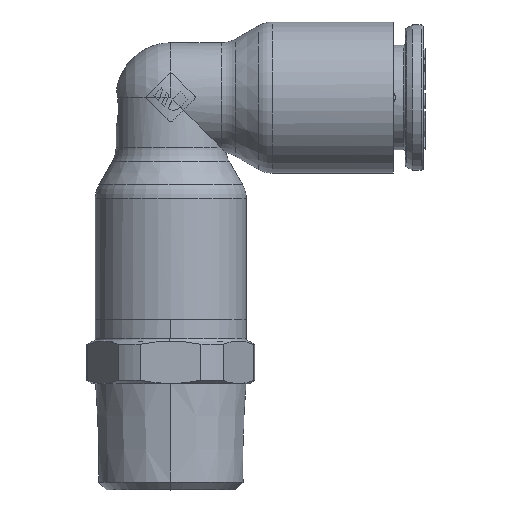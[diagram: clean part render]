
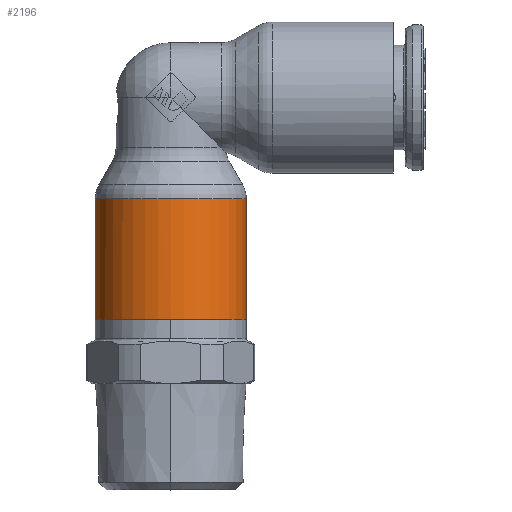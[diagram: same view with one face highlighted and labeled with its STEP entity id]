
A CAD part, top view. The second image highlights one B-rep face of the part: STEP entity #2196.
In plain terms, the highlighted cylindrical face has radius 6.76 mm (diameter 13.52 mm), a partial arc.
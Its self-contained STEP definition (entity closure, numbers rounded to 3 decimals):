
#2196=ADVANCED_FACE('',(#4583),#4584,.T.);
#4583=FACE_OUTER_BOUND('',#8279,.T.);
#4584=CYLINDRICAL_SURFACE('',#8280,6.76);
#8279=EDGE_LOOP('',(#15239,#15240,#15241,#15242,#15243));
#8280=AXIS2_PLACEMENT_3D('',#15244,#15245,#15246);
#15239=ORIENTED_EDGE('',*,*,#19707,.T.);
#15240=ORIENTED_EDGE('',*,*,#19209,.T.);
#15241=ORIENTED_EDGE('',*,*,#19156,.T.);
#15242=ORIENTED_EDGE('',*,*,#19708,.T.);
#15243=ORIENTED_EDGE('',*,*,#18469,.F.);
#15244=CARTESIAN_POINT('',(0.0,-21.14,0.0));
#15245=DIRECTION('',(0.0,-1.0,0.0));
#15246=DIRECTION('',(1.0,0.0,0.0));
#18469=EDGE_CURVE('',#22476,#22475,#22478,.T.);
#19156=EDGE_CURVE('',#23448,#23452,#23454,.T.);
#19209=EDGE_CURVE('',#23520,#23448,#23521,.T.);
#19707=EDGE_CURVE('',#22476,#23520,#24127,.T.);
#19708=EDGE_CURVE('',#23452,#22475,#24128,.T.);
#22475=VERTEX_POINT('',#29022);
#22476=VERTEX_POINT('',#29023);
#22478=CIRCLE('',#29025,6.76);
#23448=VERTEX_POINT('',#30820);
#23452=VERTEX_POINT('',#30824);
#23454=CIRCLE('',#30826,6.76);
#23520=VERTEX_POINT('',#30942);
#23521=CIRCLE('',#30943,6.76);
#24127=LINE('',#31980,#31981);
#24128=LINE('',#31982,#31983);
#29022=CARTESIAN_POINT('',(-6.76,-19.9,0.0));
#29023=CARTESIAN_POINT('',(6.76,-19.9,0.));
#29025=AXIS2_PLACEMENT_3D('',#34362,#34363,#34364);
#30820=CARTESIAN_POINT('',(-6.76,-9.07,0.059));
#30824=CARTESIAN_POINT('',(-6.76,-9.07,0.));
#30826=AXIS2_PLACEMENT_3D('',#35076,#35077,#35078);
#30942=CARTESIAN_POINT('',(6.76,-9.07,0.0));
#30943=AXIS2_PLACEMENT_3D('',#35130,#35131,#35132);
#31980=CARTESIAN_POINT('',(6.76,-14.485,0.));
#31981=VECTOR('',#35630,1.0);
#31982=CARTESIAN_POINT('',(-6.76,-14.485,0.));
#31983=VECTOR('',#35631,1.0);
#34362=CARTESIAN_POINT('',(0.0,-19.9,0.0));
#34363=DIRECTION('',(0.0,-1.0,0.0));
#34364=DIRECTION('',(-1.0,0.0,0.0));
#35076=CARTESIAN_POINT('',(0.0,-9.07,0.0));
#35077=DIRECTION('',(0.0,-1.0,0.0));
#35078=DIRECTION('',(-1.0,0.0,0.0));
#35130=CARTESIAN_POINT('',(0.0,-9.07,0.0));
#35131=DIRECTION('',(0.0,-1.0,0.0));
#35132=DIRECTION('',(-1.0,0.0,0.0));
#35630=DIRECTION('',(-0.0,1.0,-0.0));
#35631=DIRECTION('',(0.0,-1.0,0.0));
